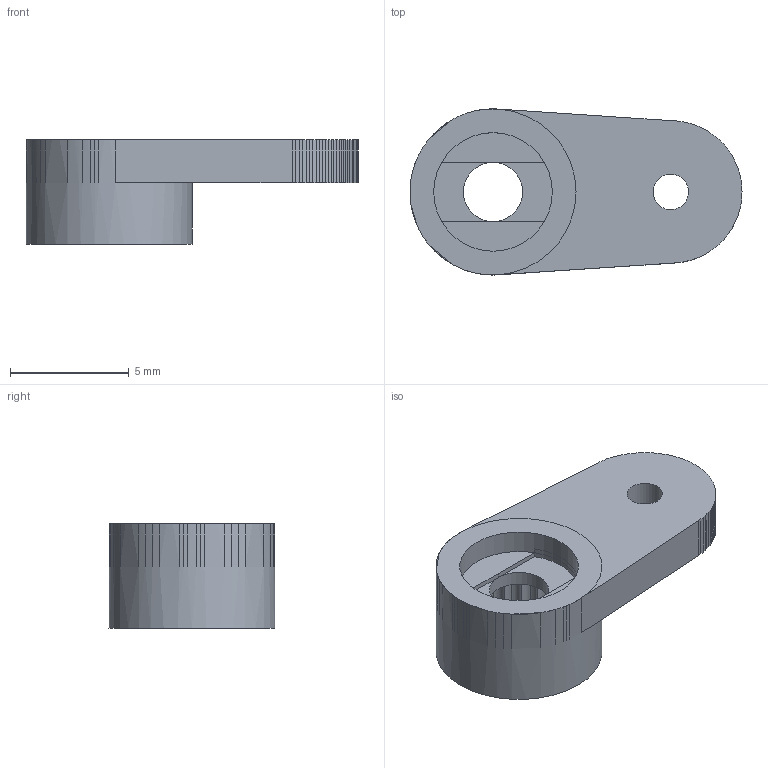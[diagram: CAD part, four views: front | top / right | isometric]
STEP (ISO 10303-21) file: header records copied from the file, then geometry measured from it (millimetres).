
FILE_DESCRIPTION(('FreeCAD Model'),'2;1');
FILE_NAME('Open CASCADE Shape Model','2024-01-18T20:49:26',('Author'),( ''),'Open CASCADE STEP processor 7.5','FreeCAD','Unknown');
FILE_SCHEMA(('AUTOMOTIVE_DESIGN { 1 0 10303 214 1 1 1 1 }'));
Length unit declared in the file: millimetre
Products named in the file (1): difference005
Bounding box: 14 x 7 x 4.4 mm (x, y, z)
Volume: 164 mm3; surface area: 366.8 mm2
Topology: 1 solids, 1 shells, 330 faces, 807 edges, 480 vertices
Faces by surface type: plane 255, cylinder 75
Full cylindrical faces by diameter (mm): 1.5 x1, 2.5 x1, 5 x1, 7 x1
Entity records: 9570 total; most frequent: DIRECTION 1750, CARTESIAN_POINT 1618, ORIENTED_EDGE 1614, EDGE_CURVE 807, AXIS2_PLACEMENT_3D 612, LINE 526, VECTOR 526, VERTEX_POINT 480
